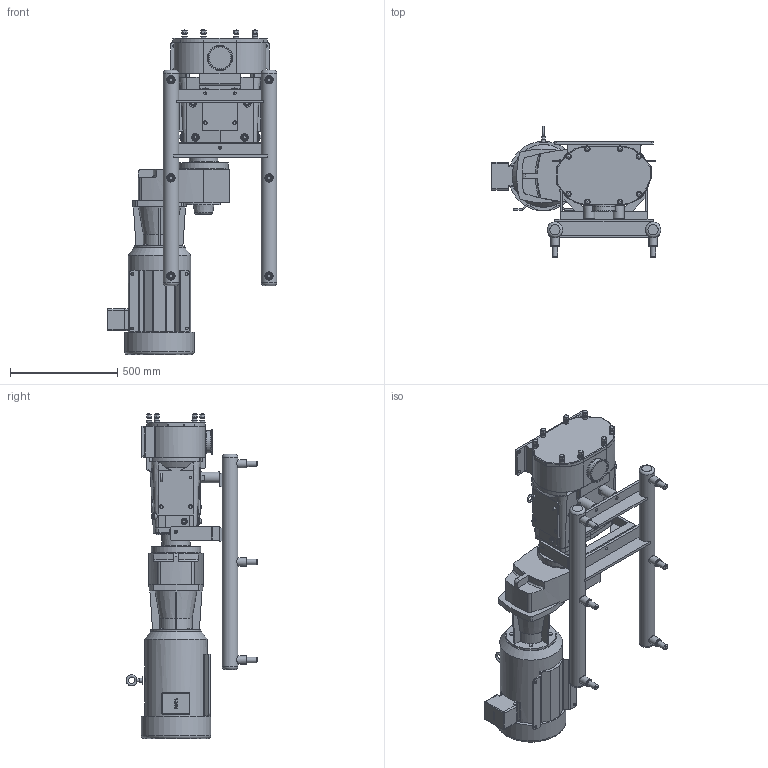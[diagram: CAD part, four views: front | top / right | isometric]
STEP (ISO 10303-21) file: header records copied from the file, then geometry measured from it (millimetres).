
FILE_DESCRIPTION(/* description */ (''),/* implementation_level */ '2;1');
FILE_NAME(/* name */ 'U3_224U3_256TC_(4.17 x 11.36)x4.0_S-Line_20HP_SIDE_SM.stp',/* time_stamp */ '2021-05-24T18:45:33+05:00',/* author */ ('trtmhr'),/* organization */ (''),/* preprocessor_version */ 'ST-DEVELOPER v18.1',/* originating_system */ 'Autodesk Inventor 2020',/* authorisation */ '');
FILE_SCHEMA (('AUTOMOTIVE_DESIGN { 1 0 10303 214 3 1 1 }'));
Length unit declared in the file: inch
Products named in the file (1): U3_224U3_256TC_(4.17 x 11.36)x4.0_S-Line_20HP_SIDE_SM
Bounding box: 791.21 x 612.66 x 1514.91 mm (x, y, z)
Volume: 117701404.9 mm3; surface area: 3366553.7 mm2
Topology: 6 solids, 6 shells, 1111 faces, 3050 edges, 2021 vertices
Faces by surface type: plane 569, cylinder 326, cone 73, torus 71, bspline 60, sphere 12
Full cylindrical faces by diameter (mm): 2.54 x2, 7.62 x1, 7.798 x1, 10.16 x2, 10.719 x5, 13.462 x4, 13.487 x4, 14.224 x2, 14.3 x3, 14.478 x1, 15.24 x1, 19.05 x8, 19.304 x1, 23.876 x3, 25.4 x19, 29.21 x2, 31.75 x3, 35.052 x6, 38.1 x6, 50.8 x2, 101.6 x1, 102.946 x2, 103.962 x1, 119.024 x1, 133.35 x1, 229.997 x1, 230.124 x1, 232.994 x1, 292.329 x1, 324.612 x1
Entity records: 37581 total; most frequent: CARTESIAN_POINT 8864, ORIENTED_EDGE 6066, DIRECTION 5995, EDGE_CURVE 3033, AXIS2_PLACEMENT_3D 2229, VERTEX_POINT 2021, LINE 1537, VECTOR 1537
